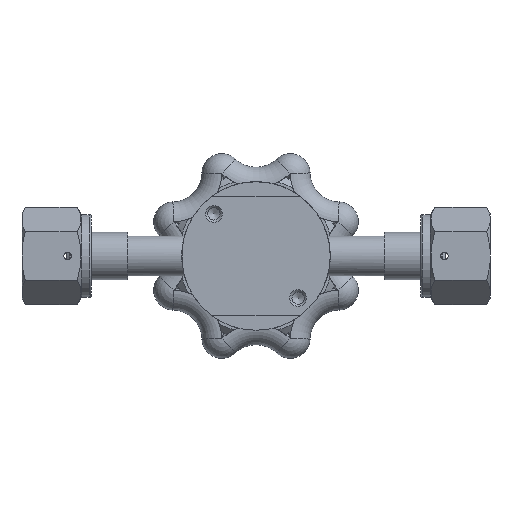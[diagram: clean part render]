
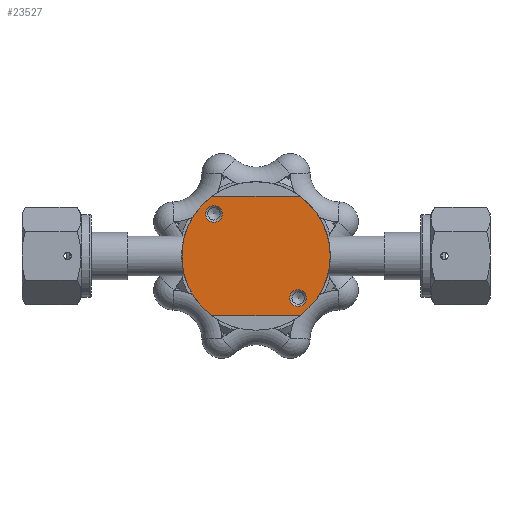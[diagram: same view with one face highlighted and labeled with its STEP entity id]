
A CAD part, front view. The second image highlights one B-rep face of the part: STEP entity #23527.
In plain terms, the highlighted planar face has unit normal (0, -1, 0).
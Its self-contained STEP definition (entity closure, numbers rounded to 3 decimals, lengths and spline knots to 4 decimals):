
#2090=LINE('',#37538,#3843);
#2091=LINE('',#37542,#3844);
#3843=VECTOR('',#28505,1.1166);
#3844=VECTOR('',#28508,1.1166);
#4760=FACE_BOUND('',#7984,.T.);
#4761=FACE_BOUND('',#7985,.T.);
#5270=PLANE('',#25013);
#6561=FACE_OUTER_BOUND('',#7983,.T.);
#7983=EDGE_LOOP('',(#19275,#19276,#19277,#19278));
#7984=EDGE_LOOP('',(#19279));
#7985=EDGE_LOOP('',(#19280));
#9098=CIRCLE('',#25014,0.935);
#9099=CIRCLE('',#25015,0.935);
#9100=CIRCLE('',#25016,0.105);
#9101=CIRCLE('',#25017,0.105);
#11374=VERTEX_POINT('',#37536);
#11375=VERTEX_POINT('',#37537);
#11376=VERTEX_POINT('',#37539);
#11377=VERTEX_POINT('',#37541);
#11378=VERTEX_POINT('',#37544);
#11379=VERTEX_POINT('',#37546);
#14222=EDGE_CURVE('',#11374,#11375,#2090,.T.);
#14223=EDGE_CURVE('',#11376,#11375,#9098,.T.);
#14224=EDGE_CURVE('',#11376,#11377,#2091,.T.);
#14225=EDGE_CURVE('',#11374,#11377,#9099,.T.);
#14226=EDGE_CURVE('',#11378,#11378,#9100,.T.);
#14227=EDGE_CURVE('',#11379,#11379,#9101,.T.);
#19275=ORIENTED_EDGE('',*,*,#14222,.T.);
#19276=ORIENTED_EDGE('',*,*,#14223,.F.);
#19277=ORIENTED_EDGE('',*,*,#14224,.T.);
#19278=ORIENTED_EDGE('',*,*,#14225,.F.);
#19279=ORIENTED_EDGE('',*,*,#14226,.T.);
#19280=ORIENTED_EDGE('',*,*,#14227,.T.);
#23527=ADVANCED_FACE('',(#6561,#4760,#4761),#5270,.T.);
#25013=AXIS2_PLACEMENT_3D('',#37535,#28503,#28504);
#25014=AXIS2_PLACEMENT_3D('',#37540,#28506,#28507);
#25015=AXIS2_PLACEMENT_3D('',#37543,#28509,#28510);
#25016=AXIS2_PLACEMENT_3D('',#37545,#28511,#28512);
#25017=AXIS2_PLACEMENT_3D('',#37547,#28513,#28514);
#28503=DIRECTION('center_axis',(0.,-1.,0.));
#28504=DIRECTION('ref_axis',(0.,0.,-1.));
#28505=DIRECTION('',(1.,0.,0.));
#28506=DIRECTION('center_axis',(0.,1.,0.));
#28507=DIRECTION('ref_axis',(1.,0.,0.));
#28508=DIRECTION('',(-1.,0.,0.));
#28509=DIRECTION('center_axis',(0.,1.,0.));
#28510=DIRECTION('ref_axis',(1.,0.,0.));
#28511=DIRECTION('center_axis',(0.,1.,0.));
#28512=DIRECTION('ref_axis',(1.,0.,0.));
#28513=DIRECTION('center_axis',(0.,1.,0.));
#28514=DIRECTION('ref_axis',(1.,0.,0.));
#37535=CARTESIAN_POINT('Origin',(0.4675,0.,0.));
#37536=CARTESIAN_POINT('',(-0.5583,0.,-0.75));
#37537=CARTESIAN_POINT('',(0.5583,0.,-0.75));
#37538=CARTESIAN_POINT('',(-0.5583,0.,-0.75));
#37539=CARTESIAN_POINT('',(0.5583,0.,0.75));
#37540=CARTESIAN_POINT('Origin',(0.,0.,0.));
#37541=CARTESIAN_POINT('',(-0.5583,0.,0.75));
#37542=CARTESIAN_POINT('',(0.5583,0.,0.75));
#37543=CARTESIAN_POINT('Origin',(0.,0.,0.));
#37544=CARTESIAN_POINT('',(0.6353,0.,-0.5303));
#37545=CARTESIAN_POINT('Origin',(0.5303,0.,-0.5303));
#37546=CARTESIAN_POINT('',(-0.4253,0.,0.5303));
#37547=CARTESIAN_POINT('Origin',(-0.5303,0.,0.5303));
